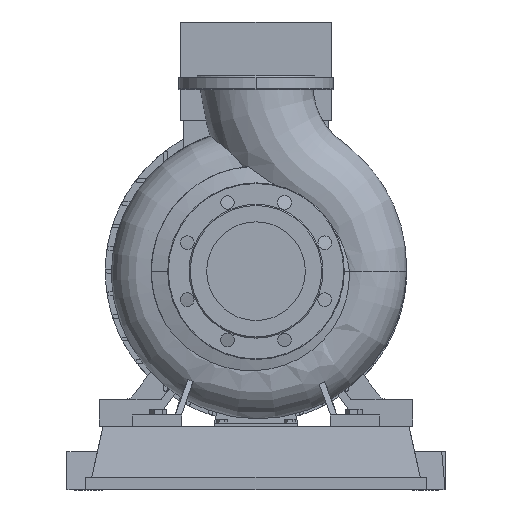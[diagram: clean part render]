
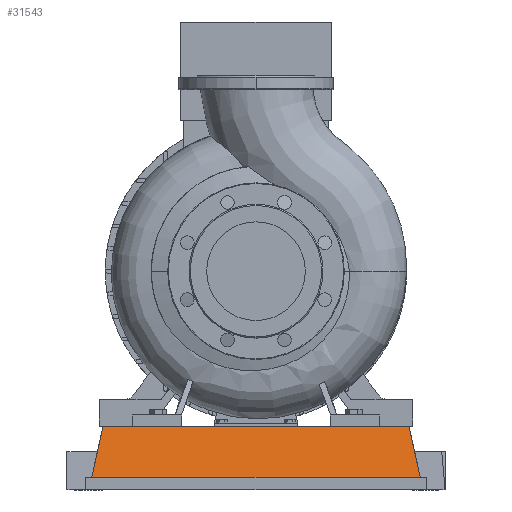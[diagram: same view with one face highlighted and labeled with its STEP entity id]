
A CAD part, left-side view. The second image highlights one B-rep face of the part: STEP entity #31543.
In plain terms, the highlighted planar face has unit normal (-0.976, 0, 0.216).
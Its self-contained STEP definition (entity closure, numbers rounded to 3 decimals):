
#27763=CARTESIAN_POINT('',(-81.732,-246.732,103.0));
#27764=VERTEX_POINT('',#27763);
#27771=CARTESIAN_POINT('',(-100.,-265.0,20.6));
#27772=VERTEX_POINT('',#27771);
#27773=CARTESIAN_POINT('',(-100.,-265.0,20.6));
#27774=DIRECTION('',(0.212,0.212,0.954));
#27775=VECTOR('',#27774,86.355);
#27776=LINE('',#27773,#27775);
#27777=EDGE_CURVE('',#27772,#27764,#27776,.T.);
#29542=CARTESIAN_POINT('',(-100.,265.0,20.6));
#29543=VERTEX_POINT('',#29542);
#29544=CARTESIAN_POINT('',(-100.,-265.0,20.6));
#29545=DIRECTION('',(0.0,1.0,0.0));
#29546=VECTOR('',#29545,530.0);
#29547=LINE('',#29544,#29546);
#29548=EDGE_CURVE('',#27772,#29543,#29547,.T.);
#31520=CARTESIAN_POINT('',(-100.,-265.0,20.6));
#31521=DIRECTION('',(-0.976,0.,0.216));
#31522=DIRECTION('',(0.0,-1.0,0.0));
#31523=AXIS2_PLACEMENT_3D('',#31520,#31521,#31522);
#31524=PLANE('',#31523);
#31525=CARTESIAN_POINT('',(-81.732,246.732,103.0));
#31526=VERTEX_POINT('',#31525);
#31527=CARTESIAN_POINT('',(-81.732,-246.732,103.0));
#31528=DIRECTION('',(0.0,1.0,0.0));
#31529=VECTOR('',#31528,493.465);
#31530=LINE('',#31527,#31529);
#31531=EDGE_CURVE('',#27764,#31526,#31530,.T.);
#31532=ORIENTED_EDGE('',*,*,#31531,.T.);
#31533=CARTESIAN_POINT('',(-100.,265.0,20.6));
#31534=DIRECTION('',(0.212,-0.212,0.954));
#31535=VECTOR('',#31534,86.355);
#31536=LINE('',#31533,#31535);
#31537=EDGE_CURVE('',#29543,#31526,#31536,.T.);
#31538=ORIENTED_EDGE('',*,*,#31537,.F.);
#31539=ORIENTED_EDGE('',*,*,#29548,.F.);
#31540=ORIENTED_EDGE('',*,*,#27777,.T.);
#31541=EDGE_LOOP('',(#31532,#31538,#31539,#31540));
#31542=FACE_OUTER_BOUND('',#31541,.T.);
#31543=ADVANCED_FACE('',(#31542),#31524,.T.);
